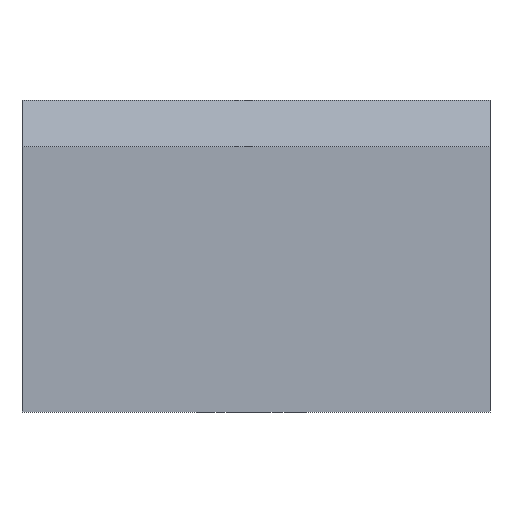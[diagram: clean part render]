
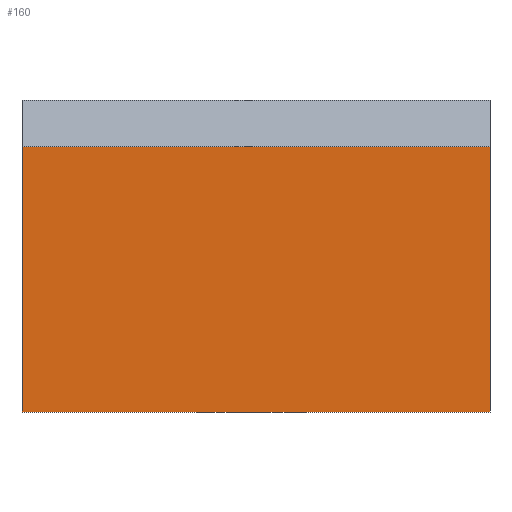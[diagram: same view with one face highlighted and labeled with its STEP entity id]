
A CAD part, front view. The second image highlights one B-rep face of the part: STEP entity #160.
In plain terms, the highlighted planar face has unit normal (0, -1, 0).
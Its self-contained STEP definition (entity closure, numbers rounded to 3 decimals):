
#19=PLANE('',#189);
#29=FACE_OUTER_BOUND('',#38,.T.);
#38=EDGE_LOOP('',(#132,#133,#134,#135));
#50=LINE('',#256,#67);
#51=LINE('',#259,#68);
#55=LINE('',#267,#72);
#56=LINE('',#268,#73);
#67=VECTOR('',#213,10.);
#68=VECTOR('',#216,10.);
#72=VECTOR('',#222,10.);
#73=VECTOR('',#223,10.);
#85=VERTEX_POINT('',#249);
#88=VERTEX_POINT('',#254);
#89=VERTEX_POINT('',#258);
#92=VERTEX_POINT('',#266);
#103=EDGE_CURVE('',#88,#85,#50,.T.);
#104=EDGE_CURVE('',#89,#85,#51,.T.);
#108=EDGE_CURVE('',#92,#88,#55,.T.);
#109=EDGE_CURVE('',#92,#89,#56,.T.);
#132=ORIENTED_EDGE('',*,*,#103,.F.);
#133=ORIENTED_EDGE('',*,*,#108,.F.);
#134=ORIENTED_EDGE('',*,*,#109,.T.);
#135=ORIENTED_EDGE('',*,*,#104,.T.);
#160=ADVANCED_FACE('',(#29),#19,.T.);
#189=AXIS2_PLACEMENT_3D('',#265,#220,#221);
#213=DIRECTION('',(1.,0.,0.));
#216=DIRECTION('',(0.,0.,1.));
#220=DIRECTION('center_axis',(0.,-1.,0.));
#221=DIRECTION('ref_axis',(1.,0.,0.));
#222=DIRECTION('',(0.,0.,1.));
#223=DIRECTION('',(1.,0.,0.));
#249=CARTESIAN_POINT('',(87.666,-30.,-65.999));
#254=CARTESIAN_POINT('',(57.666,-30.,-65.999));
#256=CARTESIAN_POINT('',(65.166,-30.,-65.999));
#258=CARTESIAN_POINT('',(87.666,-30.,-82.999));
#259=CARTESIAN_POINT('',(87.666,-30.,-82.999));
#265=CARTESIAN_POINT('Origin',(57.666,-30.,-82.999));
#266=CARTESIAN_POINT('',(57.666,-30.,-82.999));
#267=CARTESIAN_POINT('',(57.666,-30.,-82.999));
#268=CARTESIAN_POINT('',(57.666,-30.,-82.999));
